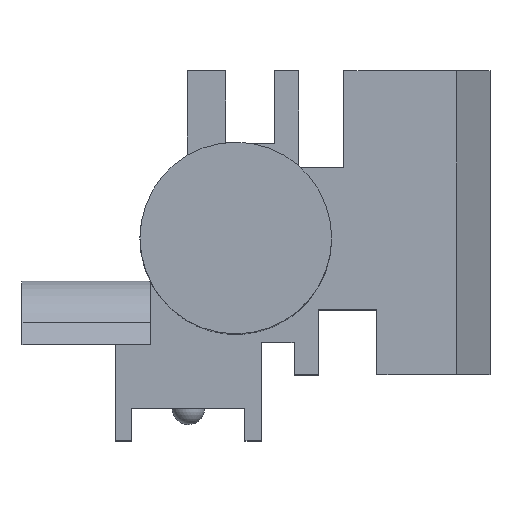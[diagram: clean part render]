
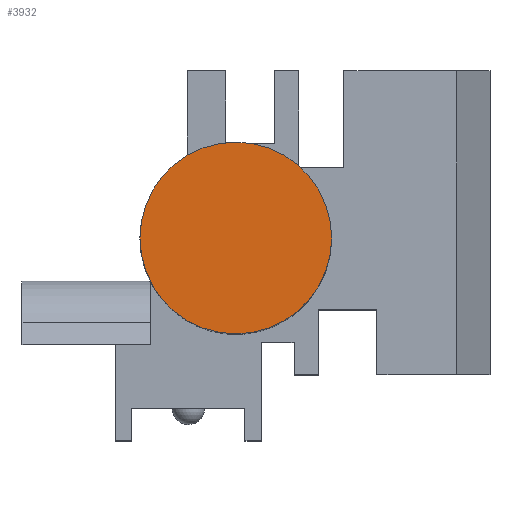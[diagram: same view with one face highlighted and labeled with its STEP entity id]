
A CAD part, top view. The second image highlights one B-rep face of the part: STEP entity #3932.
In plain terms, the highlighted planar face has unit normal (0, 0, 1).
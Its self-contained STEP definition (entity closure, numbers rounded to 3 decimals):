
#587 = CYLINDRICAL_SURFACE('',#588,2.953);
#588 = AXIS2_PLACEMENT_3D('',#589,#590,#591);
#589 = CARTESIAN_POINT('',(-0.622,0.522,0.));
#590 = DIRECTION('',(0.,0.,-1.));
#591 = DIRECTION('',(1.,0.,0.));
#2349 = VERTEX_POINT('',#2350);
#2350 = CARTESIAN_POINT('',(2.33,0.522,12.7));
#2500 = EDGE_CURVE('',#2349,#2349,#2501,.T.);
#2501 = SURFACE_CURVE('',#2502,(#2507,#2514),.PCURVE_S1.);
#2502 = CIRCLE('',#2503,2.953);
#2503 = AXIS2_PLACEMENT_3D('',#2504,#2505,#2506);
#2504 = CARTESIAN_POINT('',(-0.622,0.522,12.7));
#2505 = DIRECTION('',(0.,0.,-1.));
#2506 = DIRECTION('',(1.,0.,0.));
#2507 = PCURVE('',#587,#2508);
#2508 = DEFINITIONAL_REPRESENTATION('',(#2509),#2513);
#2509 = LINE('',#2510,#2511);
#2510 = CARTESIAN_POINT('',(-6.283,-12.7));
#2511 = VECTOR('',#2512,1.);
#2512 = DIRECTION('',(1.,-0.));
#2513 = ( GEOMETRIC_REPRESENTATION_CONTEXT(2) 
PARAMETRIC_REPRESENTATION_CONTEXT() REPRESENTATION_CONTEXT('2D SPACE',''
  ) );
#2514 = PCURVE('',#2515,#2520);
#2515 = PLANE('',#2516);
#2516 = AXIS2_PLACEMENT_3D('',#2517,#2518,#2519);
#2517 = CARTESIAN_POINT('',(0.,0.,12.7));
#2518 = DIRECTION('',(0.,0.,1.));
#2519 = DIRECTION('',(1.,0.,0.));
#2520 = DEFINITIONAL_REPRESENTATION('',(#2521),#2529);
#2521 = ( BOUNDED_CURVE() B_SPLINE_CURVE(2,(#2522,#2523,#2524,#2525,
#2526,#2527,#2528),.UNSPECIFIED.,.T.,.F.) B_SPLINE_CURVE_WITH_KNOTS((1,2
    ,2,2,2,1),(-2.094,0.,2.094,4.189,
6.283,8.378),.UNSPECIFIED.) CURVE() 
GEOMETRIC_REPRESENTATION_ITEM() RATIONAL_B_SPLINE_CURVE((1.,0.5,1.,0.5,
1.,0.5,1.)) REPRESENTATION_ITEM('') );
#2522 = CARTESIAN_POINT('',(2.33,0.522));
#2523 = CARTESIAN_POINT('',(2.33,-4.592));
#2524 = CARTESIAN_POINT('',(-2.099,-2.035));
#2525 = CARTESIAN_POINT('',(-6.528,0.522));
#2526 = CARTESIAN_POINT('',(-2.099,3.079));
#2527 = CARTESIAN_POINT('',(2.33,5.636));
#2528 = CARTESIAN_POINT('',(2.33,0.522));
#2529 = ( GEOMETRIC_REPRESENTATION_CONTEXT(2) 
PARAMETRIC_REPRESENTATION_CONTEXT() REPRESENTATION_CONTEXT('2D SPACE',''
  ) );
#3932 = ADVANCED_FACE('',(#3933),#2515,.T.);
#3933 = FACE_BOUND('',#3934,.T.);
#3934 = EDGE_LOOP('',(#3935));
#3935 = ORIENTED_EDGE('',*,*,#2500,.F.);
